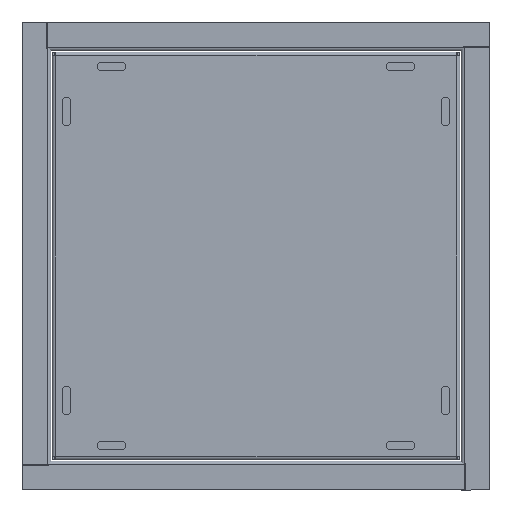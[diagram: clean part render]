
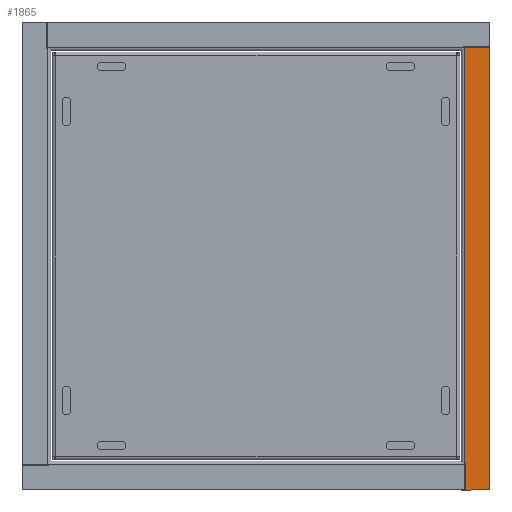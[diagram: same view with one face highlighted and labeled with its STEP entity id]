
A CAD part, front view. The second image highlights one B-rep face of the part: STEP entity #1865.
In plain terms, the highlighted planar face has unit normal (0, -1, 0).
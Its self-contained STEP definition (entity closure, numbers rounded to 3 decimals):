
#69 = CARTESIAN_POINT ( 'NONE',  ( 0., 0., 0. ) ) ;
#220 = CARTESIAN_POINT ( 'NONE',  ( 17.9, 0., 0. ) ) ;
#1060 = CARTESIAN_POINT ( 'NONE',  ( 0., 0., 0. ) ) ;
#1192 = VERTEX_POINT ( 'NONE', #220 ) ;
#1215 = CARTESIAN_POINT ( 'NONE',  ( 17.9, 0., 306.8 ) ) ;
#1260 = CARTESIAN_POINT ( 'NONE',  ( 0., 0., 306.8 ) ) ;
#1303 = VECTOR ( 'NONE', #3394, 1000. ) ;
#1319 = LINE ( 'NONE', #1215, #1303 ) ;
#1337 = CARTESIAN_POINT ( 'NONE',  ( 0., 0., 306.8 ) ) ;
#1343 = EDGE_LOOP ( 'NONE', ( #2254, #2259, #2325, #2449 ) ) ;
#1428 = VECTOR ( 'NONE', #3467, 1000. ) ;
#1454 = LINE ( 'NONE', #1260, #1428 ) ;
#1465 = VERTEX_POINT ( 'NONE', #1337 ) ;
#1647 = VECTOR ( 'NONE', #1673, 1000. ) ;
#1661 = LINE ( 'NONE', #1060, #1647 ) ;
#1673 = DIRECTION ( 'NONE',  ( 1., 0., 0. ) ) ;
#1709 = VERTEX_POINT ( 'NONE', #3257 ) ;
#1865 = ADVANCED_FACE ( 'NONE', ( #3707 ), #2511, .F. ) ;
#2254 = ORIENTED_EDGE ( 'NONE', *, *, #3659, .F. ) ;
#2259 = ORIENTED_EDGE ( 'NONE', *, *, #2711, .F. ) ;
#2260 = VECTOR ( 'NONE', #3696, 1000. ) ;
#2264 = LINE ( 'NONE', #3550, #2260 ) ;
#2325 = ORIENTED_EDGE ( 'NONE', *, *, #3460, .T. ) ;
#2449 = ORIENTED_EDGE ( 'NONE', *, *, #3126, .T. ) ;
#2493 = DIRECTION ( 'NONE',  ( 0., 0., 1. ) ) ;
#2511 = PLANE ( 'NONE',  #3117 ) ;
#2560 = CARTESIAN_POINT ( 'NONE',  ( 0., 0., 306.8 ) ) ;
#2607 = DIRECTION ( 'NONE',  ( 0., 1., 0. ) ) ;
#2711 = EDGE_CURVE ( 'NONE', #1465, #1709, #2264, .T. ) ;
#2804 = VERTEX_POINT ( 'NONE', #69 ) ;
#3117 = AXIS2_PLACEMENT_3D ( 'NONE', #2560, #2607, #2493 ) ;
#3126 = EDGE_CURVE ( 'NONE', #2804, #1192, #1661, .T. ) ;
#3257 = CARTESIAN_POINT ( 'NONE',  ( 17.9, 0., 306.8 ) ) ;
#3394 = DIRECTION ( 'NONE',  ( 0., 0., -1. ) ) ;
#3460 = EDGE_CURVE ( 'NONE', #1465, #2804, #1454, .T. ) ;
#3467 = DIRECTION ( 'NONE',  ( 0., 0., -1. ) ) ;
#3550 = CARTESIAN_POINT ( 'NONE',  ( 0., 0., 306.8 ) ) ;
#3659 = EDGE_CURVE ( 'NONE', #1709, #1192, #1319, .T. ) ;
#3696 = DIRECTION ( 'NONE',  ( 1., 0., 0. ) ) ;
#3707 = FACE_OUTER_BOUND ( 'NONE', #1343, .T. ) ;
